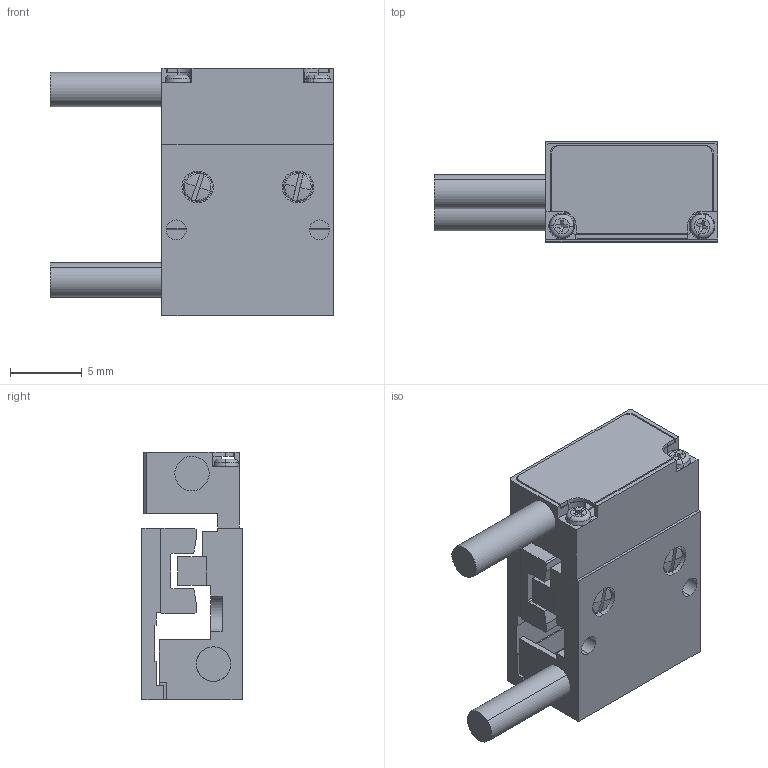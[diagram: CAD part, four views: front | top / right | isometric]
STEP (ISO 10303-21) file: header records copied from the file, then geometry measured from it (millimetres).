
FILE_DESCRIPTION (( 'STEP AP214' ), '1' );
FILE_NAME ('PP-12-11300.STEP', '2022-01-18T01:21:57', ( '' ), ( '' ), 'SwSTEP 2.0', 'SolidWorks 2020', '' );
FILE_SCHEMA (( 'AUTOMOTIVE_DESIGN' ));
Length unit declared in the file: millimetre
Products named in the file (12): 430632 PP-12, Side Encoder Bracket, Posic 4501; SYBS6-11 table; Wire; SYBS6-11 bed; 430630 PP-12, Carriage; SCREW, MS-SCH, M-DIN_M1 x 0.25 x 03mm; SCREW, MS-SCH, M-DIN_M1.4 x 0.3 x 01mm; 430634 PP-12, Side Encoder Back Cover; SYBS6-11_Centered; PP-12-11300; 430629 PP-12, Base; SCREW, MS-PPH, M-JCIS_M1 x 0.25 x 5mm
Assembly tree (15 placements, depth 3):
  PP-12-11300
    430629 PP-12, Base
    430630 PP-12, Carriage
    SYBS6-11_Centered
      SYBS6-11 bed
      SYBS6-11 table
    Wire  x2
    SCREW, MS-SCH, M-DIN_M1 x 0.25 x 03mm  x2
    SCREW, MS-SCH, M-DIN_M1.4 x 0.3 x 01mm  x2
    430632 PP-12, Side Encoder Bracket, Posic 4501
    430634 PP-12, Side Encoder Back Cover
    SCREW, MS-PPH, M-JCIS_M1 x 0.25 x 5mm  x2
Bounding box: 19.8 x 7 x 17.3 mm (x, y, z)
Volume: 924.8 mm3; surface area: 2199.7 mm2
Topology: 14 solids, 14 shells, 366 faces, 954 edges, 621 vertices
Faces by surface type: plane 188, cylinder 116, torus 28, cone 18, sphere 16
Entity records: 9936 total; most frequent: CARTESIAN_POINT 1768, DIRECTION 1640, ORIENTED_EDGE 1548, EDGE_CURVE 774, AXIS2_PLACEMENT_3D 574, VERTEX_POINT 510, LINE 492, VECTOR 492
